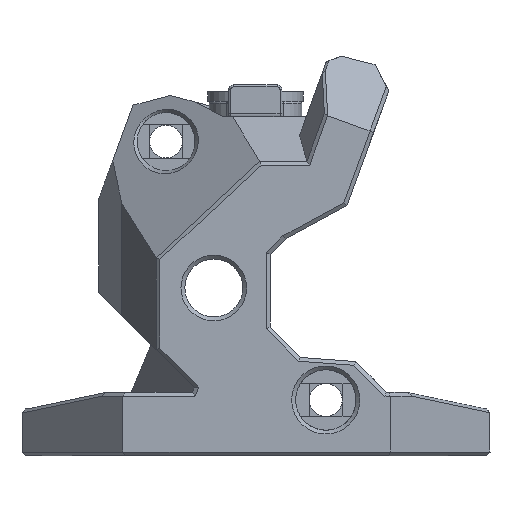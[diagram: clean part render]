
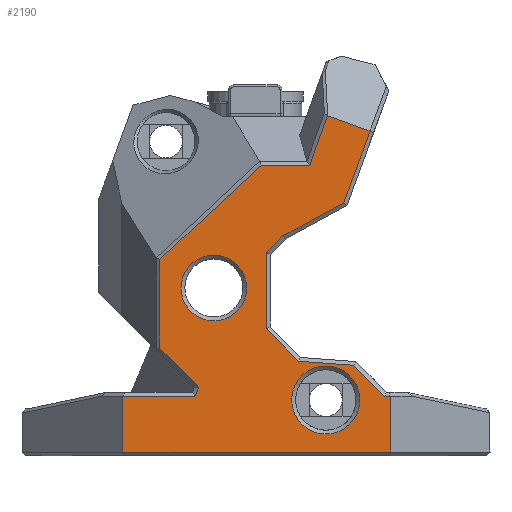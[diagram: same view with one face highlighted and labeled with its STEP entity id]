
A CAD part, front view. The second image highlights one B-rep face of the part: STEP entity #2190.
In plain terms, the highlighted planar face has unit normal (0, -1, 0).
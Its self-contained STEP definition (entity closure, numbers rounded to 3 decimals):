
#303=PLANE('',#6901);
#933=LINE('',#10154,#1575);
#948=LINE('',#10188,#1590);
#952=LINE('',#10199,#1594);
#953=LINE('',#10201,#1595);
#954=LINE('',#10203,#1596);
#955=LINE('',#10205,#1597);
#956=LINE('',#10207,#1598);
#957=LINE('',#10209,#1599);
#958=LINE('',#10211,#1600);
#959=LINE('',#10213,#1601);
#960=LINE('',#10215,#1602);
#961=LINE('',#10217,#1603);
#962=LINE('',#10219,#1604);
#963=LINE('',#10221,#1605);
#964=LINE('',#10222,#1606);
#965=LINE('',#10224,#1607);
#966=LINE('',#10226,#1608);
#967=LINE('',#10228,#1609);
#968=LINE('',#10230,#1610);
#1575=VECTOR('',#7639,1.);
#1590=VECTOR('',#7664,1.);
#1594=VECTOR('',#7672,1.);
#1595=VECTOR('',#7673,1.);
#1596=VECTOR('',#7674,1.);
#1597=VECTOR('',#7675,1.);
#1598=VECTOR('',#7676,1.);
#1599=VECTOR('',#7677,1.);
#1600=VECTOR('',#7678,1.);
#1601=VECTOR('',#7679,1.);
#1602=VECTOR('',#7680,1.);
#1603=VECTOR('',#7681,1.);
#1604=VECTOR('',#7682,1.);
#1605=VECTOR('',#7683,1.);
#1606=VECTOR('',#7684,1.);
#1607=VECTOR('',#7685,1.);
#1608=VECTOR('',#7686,1.);
#1609=VECTOR('',#7687,1.);
#1610=VECTOR('',#7688,1.);
#2190=ADVANCED_FACE('',(#2608,#2609,#2610),#303,.F.);
#2608=FACE_BOUND('',#2688,.T.);
#2609=FACE_BOUND('',#2689,.T.);
#2610=FACE_BOUND('',#2690,.T.);
#2688=EDGE_LOOP('',(#3231));
#2689=EDGE_LOOP('',(#3232,#3233,#3234,#3235,#3236,#3237,#3238,#3239,#3240,
#3241,#3242,#3243,#3244,#3245,#3246,#3247,#3248,#3249,#3250));
#2690=EDGE_LOOP('',(#3251));
#3231=ORIENTED_EDGE('',*,*,#5759,.F.);
#3232=ORIENTED_EDGE('',*,*,#5738,.F.);
#3233=ORIENTED_EDGE('',*,*,#5760,.T.);
#3234=ORIENTED_EDGE('',*,*,#5761,.F.);
#3235=ORIENTED_EDGE('',*,*,#5762,.F.);
#3236=ORIENTED_EDGE('',*,*,#5763,.F.);
#3237=ORIENTED_EDGE('',*,*,#5764,.F.);
#3238=ORIENTED_EDGE('',*,*,#5765,.F.);
#3239=ORIENTED_EDGE('',*,*,#5766,.F.);
#3240=ORIENTED_EDGE('',*,*,#5767,.F.);
#3241=ORIENTED_EDGE('',*,*,#5768,.F.);
#3242=ORIENTED_EDGE('',*,*,#5769,.T.);
#3243=ORIENTED_EDGE('',*,*,#5770,.T.);
#3244=ORIENTED_EDGE('',*,*,#5771,.T.);
#3245=ORIENTED_EDGE('',*,*,#5755,.T.);
#3246=ORIENTED_EDGE('',*,*,#5772,.T.);
#3247=ORIENTED_EDGE('',*,*,#5773,.F.);
#3248=ORIENTED_EDGE('',*,*,#5774,.T.);
#3249=ORIENTED_EDGE('',*,*,#5775,.F.);
#3250=ORIENTED_EDGE('',*,*,#5776,.T.);
#3251=ORIENTED_EDGE('',*,*,#5777,.F.);
#5112=VERTEX_POINT('',#10153);
#5113=VERTEX_POINT('',#10155);
#5127=VERTEX_POINT('',#10189);
#5128=VERTEX_POINT('',#10190);
#5131=VERTEX_POINT('',#10198);
#5132=VERTEX_POINT('',#10200);
#5133=VERTEX_POINT('',#10202);
#5134=VERTEX_POINT('',#10204);
#5135=VERTEX_POINT('',#10206);
#5136=VERTEX_POINT('',#10208);
#5137=VERTEX_POINT('',#10210);
#5138=VERTEX_POINT('',#10212);
#5139=VERTEX_POINT('',#10214);
#5140=VERTEX_POINT('',#10216);
#5141=VERTEX_POINT('',#10218);
#5142=VERTEX_POINT('',#10220);
#5143=VERTEX_POINT('',#10223);
#5144=VERTEX_POINT('',#10225);
#5145=VERTEX_POINT('',#10227);
#5146=VERTEX_POINT('',#10229);
#5147=VERTEX_POINT('',#10232);
#5738=EDGE_CURVE('',#5112,#5113,#933,.T.);
#5755=EDGE_CURVE('',#5127,#5128,#948,.T.);
#5759=EDGE_CURVE('',#5131,#5131,#6629,.T.);
#5760=EDGE_CURVE('',#5112,#5132,#952,.T.);
#5761=EDGE_CURVE('',#5133,#5132,#953,.T.);
#5762=EDGE_CURVE('',#5134,#5133,#954,.T.);
#5763=EDGE_CURVE('',#5135,#5134,#955,.T.);
#5764=EDGE_CURVE('',#5136,#5135,#956,.T.);
#5765=EDGE_CURVE('',#5137,#5136,#957,.T.);
#5766=EDGE_CURVE('',#5138,#5137,#958,.T.);
#5767=EDGE_CURVE('',#5139,#5138,#959,.T.);
#5768=EDGE_CURVE('',#5140,#5139,#960,.T.);
#5769=EDGE_CURVE('',#5140,#5141,#961,.T.);
#5770=EDGE_CURVE('',#5141,#5142,#962,.T.);
#5771=EDGE_CURVE('',#5142,#5127,#963,.T.);
#5772=EDGE_CURVE('',#5128,#5143,#964,.T.);
#5773=EDGE_CURVE('',#5144,#5143,#965,.T.);
#5774=EDGE_CURVE('',#5144,#5145,#966,.T.);
#5775=EDGE_CURVE('',#5146,#5145,#967,.T.);
#5776=EDGE_CURVE('',#5146,#5113,#968,.T.);
#5777=EDGE_CURVE('',#5147,#5147,#6630,.T.);
#6629=CIRCLE('',#6899,3.4);
#6630=CIRCLE('',#6900,3.525);
#6899=AXIS2_PLACEMENT_3D('',#10197,#7670,#7671);
#6900=AXIS2_PLACEMENT_3D('',#10231,#7689,#7690);
#6901=AXIS2_PLACEMENT_3D('',#10233,#7691,#7692);
#7639=DIRECTION('',(-1.,0.,0.));
#7664=DIRECTION('',(-0.732,0.,-0.681));
#7670=DIRECTION('',(0.,-1.,0.));
#7671=DIRECTION('',(-1.,0.,0.));
#7672=DIRECTION('',(0.,0.,1.));
#7673=DIRECTION('',(1.,0.,0.));
#7674=DIRECTION('',(0.707,0.,-0.707));
#7675=DIRECTION('',(0.997,0.,-0.073));
#7676=DIRECTION('',(0.707,0.,-0.707));
#7677=DIRECTION('',(0.,0.,-1.));
#7678=DIRECTION('',(-0.707,0.,-0.707));
#7679=DIRECTION('',(-0.88,0.,-0.475));
#7680=DIRECTION('',(-0.342,0.,-0.94));
#7681=DIRECTION('',(-0.94,0.,0.342));
#7682=DIRECTION('',(-0.342,0.,-0.94));
#7683=DIRECTION('',(-1.,0.,0.));
#7684=DIRECTION('',(0.,0.,-1.));
#7685=DIRECTION('',(-0.707,0.,0.707));
#7686=DIRECTION('',(-0.383,0.,-0.924));
#7687=DIRECTION('',(1.,0.,0.));
#7688=DIRECTION('',(0.,0.,-1.));
#7689=DIRECTION('',(0.,-1.,0.));
#7690=DIRECTION('',(-0.707,0.,-0.707));
#7691=DIRECTION('',(0.,1.,0.));
#7692=DIRECTION('',(0.,0.,1.));
#10153=CARTESIAN_POINT('',(6.175,74.2,122.259));
#10154=CARTESIAN_POINT('',(-14.236,74.2,122.259));
#10155=CARTESIAN_POINT('',(-21.533,74.2,122.259));
#10188=CARTESIAN_POINT('',(-11.733,74.2,147.738));
#10189=CARTESIAN_POINT('',(-7.203,74.2,151.952));
#10190=CARTESIAN_POINT('',(-17.704,74.2,142.186));
#10197=CARTESIAN_POINT('',(-12.12,74.2,139.237));
#10198=CARTESIAN_POINT('',(-8.72,74.2,139.237));
#10199=CARTESIAN_POINT('',(6.175,74.2,134.798));
#10200=CARTESIAN_POINT('',(6.175,74.2,128.024));
#10201=CARTESIAN_POINT('',(-2.992,74.2,128.024));
#10202=CARTESIAN_POINT('',(5.584,74.2,128.024));
#10203=CARTESIAN_POINT('',(-5.201,74.2,138.809));
#10204=CARTESIAN_POINT('',(2.373,74.2,131.235));
#10205=CARTESIAN_POINT('',(-7.285,74.2,131.946));
#10206=CARTESIAN_POINT('',(-3.332,74.2,131.655));
#10207=CARTESIAN_POINT('',(-10.802,74.2,139.125));
#10208=CARTESIAN_POINT('',(-6.702,74.2,135.025));
#10209=CARTESIAN_POINT('',(-6.702,74.2,143.222));
#10210=CARTESIAN_POINT('',(-6.702,74.2,142.9));
#10211=CARTESIAN_POINT('',(-5.804,74.2,143.798));
#10212=CARTESIAN_POINT('',(-4.974,74.2,144.628));
#10213=CARTESIAN_POINT('',(-3.381,74.2,145.488));
#10214=CARTESIAN_POINT('',(1.336,74.2,148.033));
#10215=CARTESIAN_POINT('',(1.392,74.2,148.187));
#10216=CARTESIAN_POINT('',(4.045,74.2,155.477));
#10217=CARTESIAN_POINT('',(-0.984,74.2,157.307));
#10218=CARTESIAN_POINT('',(-0.339,74.2,157.072));
#10219=CARTESIAN_POINT('',(-3.998,74.2,147.019));
#10220=CARTESIAN_POINT('',(-2.202,74.2,151.952));
#10221=CARTESIAN_POINT('',(-9.166,74.2,151.952));
#10222=CARTESIAN_POINT('',(-17.704,74.2,144.237));
#10223=CARTESIAN_POINT('',(-17.704,74.2,133.015));
#10224=CARTESIAN_POINT('',(-20.097,74.2,135.409));
#10225=CARTESIAN_POINT('',(-13.673,74.2,128.985));
#10226=CARTESIAN_POINT('',(-8.387,74.2,141.747));
#10227=CARTESIAN_POINT('',(-14.071,74.2,128.024));
#10228=CARTESIAN_POINT('',(-21.07,74.2,128.024));
#10229=CARTESIAN_POINT('',(-21.533,74.2,128.024));
#10230=CARTESIAN_POINT('',(-21.533,74.2,134.798));
#10231=CARTESIAN_POINT('',(-0.533,74.2,127.646));
#10232=CARTESIAN_POINT('',(1.959,74.2,130.138));
#10233=CARTESIAN_POINT('',(-10.319,74.2,146.737));
